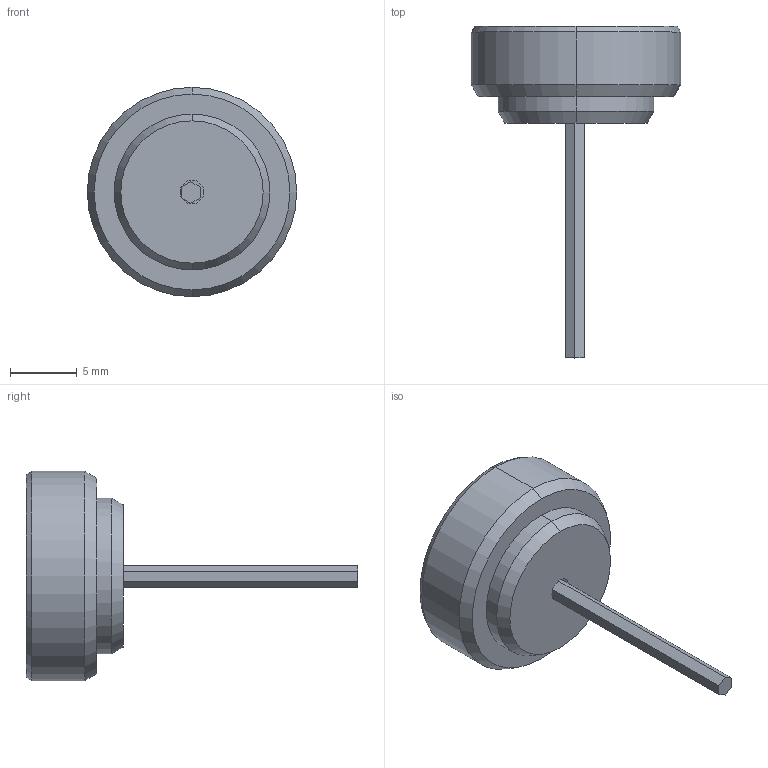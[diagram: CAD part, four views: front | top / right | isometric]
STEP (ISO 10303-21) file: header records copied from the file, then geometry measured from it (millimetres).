
FILE_DESCRIPTION (( 'STEP AP214' ), '1' );
FILE_NAME ('8651-E0W.step', '2007-11-09T08:48:16', ( ' ' ), ( ' ' ), 'SwSTEP 2.0', 'SolidWorks 2007', '' );
FILE_SCHEMA (( 'AUTOMOTIVE_DESIGN' ));
Length unit declared in the file: inch
Products named in the file (1): 8651-E0W
Bounding box: 15.62 x 24.77 x 15.62 mm (x, y, z)
Surface area: 805.3 mm2 (no closed solid volume)
Topology: 0 solids, 2 shells, 25 faces, 54 edges, 34 vertices
Faces by surface type: plane 11, cylinder 8, cone 6
Entity records: 1014 total; most frequent: DIRECTION 128, CARTESIAN_POINT 114, ORIENTED_EDGE 100, EDGE_CURVE 54, AXIS2_PLACEMENT_3D 48, VERTEX_POINT 34, VECTOR 32, LINE 32
